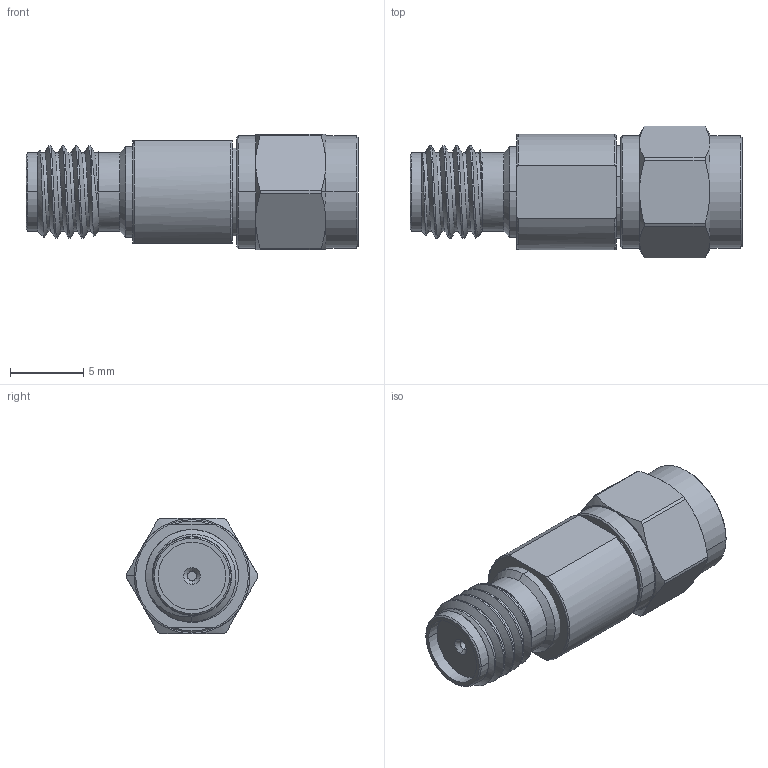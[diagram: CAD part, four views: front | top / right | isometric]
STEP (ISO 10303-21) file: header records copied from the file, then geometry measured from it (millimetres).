
FILE_DESCRIPTION (( 'STEP AP214' ), '1' );
FILE_NAME ('FMAD1620_3D.step', '2023-03-14T21:02:59', ( '' ), ( '' ), 'SwSTEP 2.0', 'SolidWorks 2022', '' );
FILE_SCHEMA (( 'AUTOMOTIVE_DESIGN' ));
Length unit declared in the file: millimetre
Products named in the file (4): 2.92 JACK mod^FMAD1620; 2.92 jack ferrule^FMAD1620; FMAD1620_3D; 1.85 mm PLUG^FMAD1620
Assembly tree (3 placements, depth 2):
  FMAD1620_3D
    2.92 JACK mod^FMAD1620
    2.92 jack ferrule^FMAD1620
    1.85 mm PLUG^FMAD1620
Bounding box: 22.7 x 9 x 7.9 mm (x, y, z)
Volume: 790.6 mm3; surface area: 1252.4 mm2
Topology: 3 solids, 3 shells, 158 faces, 384 edges, 241 vertices
Faces by surface type: cylinder 63, cone 50, plane 34, bspline 6, torus 5
Entity records: 6851 total; most frequent: CARTESIAN_POINT 3140, ORIENTED_EDGE 768, DIRECTION 747, EDGE_CURVE 384, AXIS2_PLACEMENT_3D 311, VERTEX_POINT 241, EDGE_LOOP 171, ADVANCED_FACE 158
